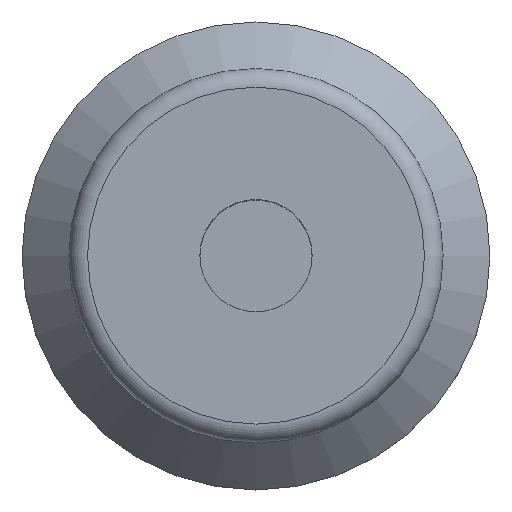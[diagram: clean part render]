
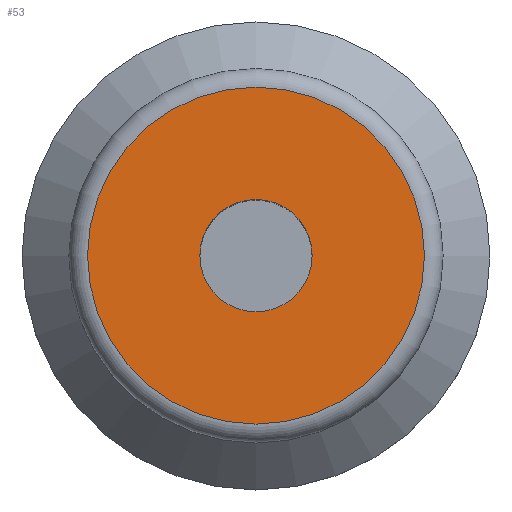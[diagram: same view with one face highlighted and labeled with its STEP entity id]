
A CAD part, top view. The second image highlights one B-rep face of the part: STEP entity #53.
In plain terms, the highlighted planar face has unit normal (0, 0, 1).
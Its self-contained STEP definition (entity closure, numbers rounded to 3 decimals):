
#53=ADVANCED_FACE('',(#72,#73),#67,.F.);
#67=PLANE('',#190);
#72=FACE_BOUND('',#96,.T.);
#73=FACE_BOUND('',#97,.T.);
#96=EDGE_LOOP('',(#122));
#97=EDGE_LOOP('',(#123));
#122=ORIENTED_EDGE('',*,*,#161,.F.);
#123=ORIENTED_EDGE('',*,*,#162,.T.);
#148=VERTEX_POINT('',#273);
#149=VERTEX_POINT('',#275);
#161=EDGE_CURVE('',#148,#148,#174,.T.);
#162=EDGE_CURVE('',#149,#149,#175,.T.);
#174=CIRCLE('',#188,18.);
#175=CIRCLE('',#189,6.);
#188=AXIS2_PLACEMENT_3D('',#272,#217,#218);
#189=AXIS2_PLACEMENT_3D('',#274,#219,#220);
#190=AXIS2_PLACEMENT_3D('',#276,#221,#222);
#217=DIRECTION('',(0.,0.,-1.));
#218=DIRECTION('',(-1.,0.,0.));
#219=DIRECTION('',(0.,0.,-1.));
#220=DIRECTION('',(-1.,0.,0.));
#221=DIRECTION('',(0.,0.,-1.));
#222=DIRECTION('',(1.,0.,0.));
#272=CARTESIAN_POINT('',(0.,0.,25.));
#273=CARTESIAN_POINT('',(-18.,0.,25.));
#274=CARTESIAN_POINT('',(0.,0.,25.));
#275=CARTESIAN_POINT('',(-6.,0.,25.));
#276=CARTESIAN_POINT('',(0.,0.,25.));
